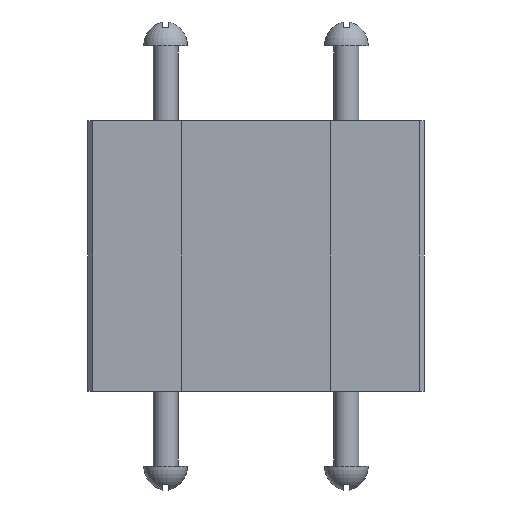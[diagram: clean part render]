
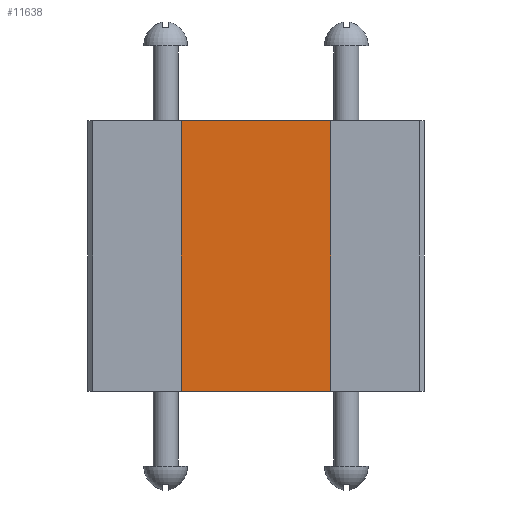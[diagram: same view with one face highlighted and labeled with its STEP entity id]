
A CAD part, front view. The second image highlights one B-rep face of the part: STEP entity #11638.
In plain terms, the highlighted planar face has unit normal (0, -1, 0).
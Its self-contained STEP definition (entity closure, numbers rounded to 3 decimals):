
#28 = VECTOR ( 'NONE', #11529, 1000. ) ;
#146 = CARTESIAN_POINT ( 'NONE',  ( 0., 0., 10.85 ) ) ;
#226 = ORIENTED_EDGE ( 'NONE', *, *, #12021, .F. ) ;
#416 = VERTEX_POINT ( 'NONE', #7031 ) ;
#531 = ORIENTED_EDGE ( 'NONE', *, *, #966, .T. ) ;
#908 = LINE ( 'NONE', #14959, #28 ) ;
#966 = EDGE_CURVE ( 'NONE', #416, #2667, #10481, .T. ) ;
#992 = CARTESIAN_POINT ( 'NONE',  ( -6., 0., -10.85 ) ) ;
#1377 = LINE ( 'NONE', #14130, #11220 ) ;
#1611 = EDGE_CURVE ( 'NONE', #11820, #3312, #908, .T. ) ;
#2667 = VERTEX_POINT ( 'NONE', #12316 ) ;
#3312 = VERTEX_POINT ( 'NONE', #992 ) ;
#3429 = FACE_OUTER_BOUND ( 'NONE', #5690, .T. ) ;
#3431 = DIRECTION ( 'NONE',  ( -1., 0., 0. ) ) ;
#3513 = CARTESIAN_POINT ( 'NONE',  ( 0., 0., 10.85 ) ) ;
#5653 = ORIENTED_EDGE ( 'NONE', *, *, #1611, .F. ) ;
#5690 = EDGE_LOOP ( 'NONE', ( #12588, #5653, #226, #531 ) ) ;
#6263 = CARTESIAN_POINT ( 'NONE',  ( 6., 0., -10.85 ) ) ;
#6895 = EDGE_CURVE ( 'NONE', #2667, #3312, #1377, .T. ) ;
#7031 = CARTESIAN_POINT ( 'NONE',  ( 6., 0., 10.85 ) ) ;
#8129 = VECTOR ( 'NONE', #14525, 1000. ) ;
#9665 = LINE ( 'NONE', #9892, #8129 ) ;
#9892 = CARTESIAN_POINT ( 'NONE',  ( 6., 0., 10.85 ) ) ;
#10226 = VECTOR ( 'NONE', #3431, 1000. ) ;
#10338 = PLANE ( 'NONE',  #13953 ) ;
#10481 = LINE ( 'NONE', #3513, #10226 ) ;
#11220 = VECTOR ( 'NONE', #12992, 1000. ) ;
#11529 = DIRECTION ( 'NONE',  ( -1., 0., 0. ) ) ;
#11638 = ADVANCED_FACE ( 'NONE', ( #3429 ), #10338, .T. ) ;
#11820 = VERTEX_POINT ( 'NONE', #6263 ) ;
#12021 = EDGE_CURVE ( 'NONE', #416, #11820, #9665, .T. ) ;
#12316 = CARTESIAN_POINT ( 'NONE',  ( -6., 0., 10.85 ) ) ;
#12588 = ORIENTED_EDGE ( 'NONE', *, *, #6895, .T. ) ;
#12683 = DIRECTION ( 'NONE',  ( 1., 0., 0. ) ) ;
#12906 = DIRECTION ( 'NONE',  ( 0., -1., 0. ) ) ;
#12992 = DIRECTION ( 'NONE',  ( 0., 0., -1. ) ) ;
#13953 = AXIS2_PLACEMENT_3D ( 'NONE', #146, #12906, #12683 ) ;
#14130 = CARTESIAN_POINT ( 'NONE',  ( -6., 0., 10.85 ) ) ;
#14525 = DIRECTION ( 'NONE',  ( 0., 0., -1. ) ) ;
#14959 = CARTESIAN_POINT ( 'NONE',  ( 0., 0., -10.85 ) ) ;
